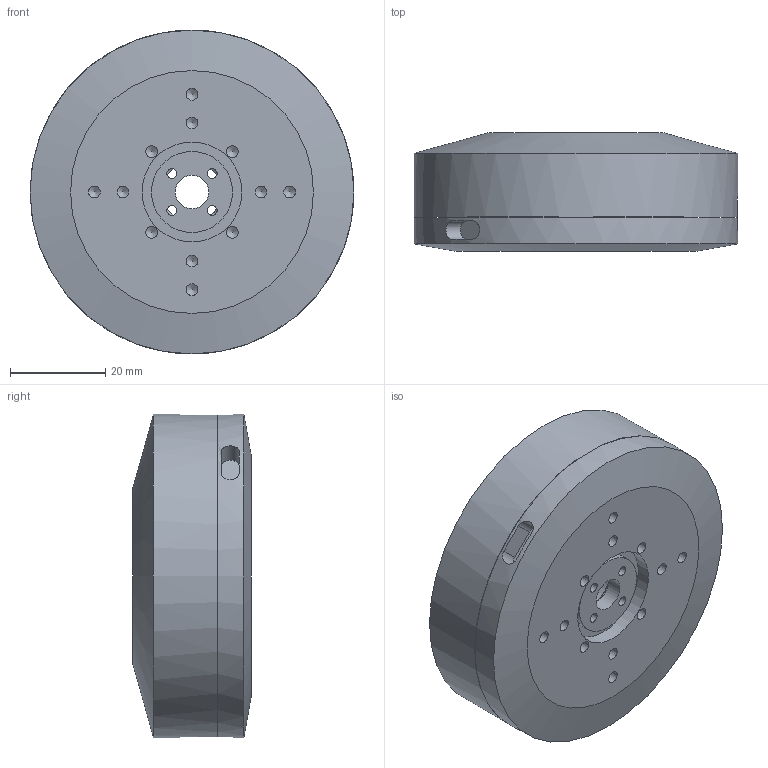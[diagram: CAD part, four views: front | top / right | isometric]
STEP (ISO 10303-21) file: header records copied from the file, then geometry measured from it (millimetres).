
FILE_DESCRIPTION(('FreeCAD Model'),'2;1');
FILE_NAME( 'GBM6208H-150T.step', '2019-11-28T18:51:10',('Author'),(''), 'Open CASCADE STEP processor 7.3','FreeCAD','Unknown');
FILE_SCHEMA(('AUTOMOTIVE_DESIGN { 1 0 10303 214 1 1 1 1 }'));
Length unit declared in the file: millimetre
Products named in the file (1): Hole002
Bounding box: 68 x 24.8 x 68 mm (x, y, z)
Volume: 78351 mm3; surface area: 20594 mm2
Topology: 1 solids, 1 shells, 72 faces, 190 edges, 119 vertices
Faces by surface type: cylinder 32, cone 28, plane 12
Full cylindrical faces by diameter (mm): 2.05 x4, 2.5 x20, 7 x1, 12.5 x2, 17 x1, 21 x1, 68 x1
Entity records: 5647 total; most frequent: CARTESIAN_POINT 1611, DIRECTION 669, ORIENTED_EDGE 340, PCURVE 340, DEFINITIONAL_REPRESENTATION 340, LINE 319, VECTOR 319, EDGE_CURVE 170
